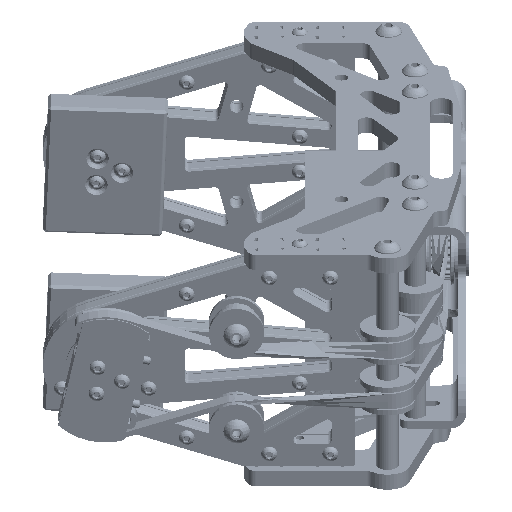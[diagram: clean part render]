
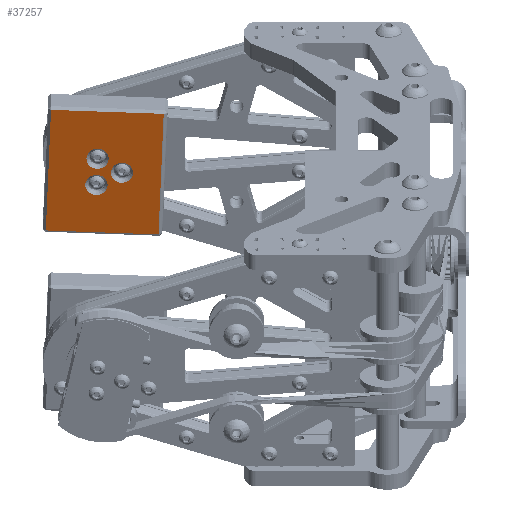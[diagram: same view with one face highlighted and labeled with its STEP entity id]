
A CAD part, left-side view. The second image highlights one B-rep face of the part: STEP entity #37257.
In plain terms, the highlighted face is planar.
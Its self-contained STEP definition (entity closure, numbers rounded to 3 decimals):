
#2033=FACE_BOUND('',#6546,.T.);
#2034=FACE_BOUND('',#6547,.T.);
#2035=FACE_BOUND('',#6548,.T.);
#2662=PLANE('',#40691);
#4112=FACE_OUTER_BOUND('',#6545,.T.);
#6545=EDGE_LOOP('',(#29851,#29852,#29853,#29854));
#6546=EDGE_LOOP('',(#29855));
#6547=EDGE_LOOP('',(#29856));
#6548=EDGE_LOOP('',(#29857));
#9507=LINE('',#60465,#12388);
#9508=LINE('',#60469,#12389);
#9512=LINE('',#60477,#12393);
#9513=LINE('',#60478,#12394);
#12388=VECTOR('',#48762,10.);
#12389=VECTOR('',#48767,10.);
#12393=VECTOR('',#48773,10.);
#12394=VECTOR('',#48774,10.);
#14474=CIRCLE('',#40692,4.);
#14475=CIRCLE('',#40693,4.);
#14476=CIRCLE('',#40694,4.);
#17300=VERTEX_POINT('',#60462);
#17301=VERTEX_POINT('',#60464);
#17302=VERTEX_POINT('',#60468);
#17305=VERTEX_POINT('',#60476);
#17306=VERTEX_POINT('',#60479);
#17307=VERTEX_POINT('',#60481);
#17308=VERTEX_POINT('',#60483);
#21746=EDGE_CURVE('',#17300,#17301,#9507,.T.);
#21748=EDGE_CURVE('',#17301,#17302,#9508,.T.);
#21752=EDGE_CURVE('',#17305,#17300,#9512,.T.);
#21753=EDGE_CURVE('',#17302,#17305,#9513,.T.);
#21754=EDGE_CURVE('',#17306,#17306,#14474,.T.);
#21755=EDGE_CURVE('',#17307,#17307,#14475,.T.);
#21756=EDGE_CURVE('',#17308,#17308,#14476,.T.);
#29851=ORIENTED_EDGE('',*,*,#21746,.F.);
#29852=ORIENTED_EDGE('',*,*,#21752,.F.);
#29853=ORIENTED_EDGE('',*,*,#21753,.F.);
#29854=ORIENTED_EDGE('',*,*,#21748,.F.);
#29855=ORIENTED_EDGE('',*,*,#21754,.F.);
#29856=ORIENTED_EDGE('',*,*,#21755,.F.);
#29857=ORIENTED_EDGE('',*,*,#21756,.F.);
#37257=ADVANCED_FACE('',(#4112,#2033,#2034,#2035),#2662,.F.);
#40691=AXIS2_PLACEMENT_3D('',#60475,#48771,#48772);
#40692=AXIS2_PLACEMENT_3D('',#60480,#48775,#48776);
#40693=AXIS2_PLACEMENT_3D('',#60482,#48777,#48778);
#40694=AXIS2_PLACEMENT_3D('',#60484,#48779,#48780);
#48762=DIRECTION('',(-1.,0.,0.));
#48767=DIRECTION('',(0.,0.,1.));
#48771=DIRECTION('center_axis',(0.,1.,0.));
#48772=DIRECTION('ref_axis',(1.,0.,0.));
#48773=DIRECTION('',(0.,0.,-1.));
#48774=DIRECTION('',(1.,0.,0.));
#48775=DIRECTION('center_axis',(0.,-1.,0.));
#48776=DIRECTION('ref_axis',(1.,0.,0.));
#48777=DIRECTION('center_axis',(0.,-1.,0.));
#48778=DIRECTION('ref_axis',(1.,0.,0.));
#48779=DIRECTION('center_axis',(0.,-1.,0.));
#48780=DIRECTION('ref_axis',(1.,0.,0.));
#60462=CARTESIAN_POINT('',(24.,0.,-20.086));
#60464=CARTESIAN_POINT('',(-24.,0.,-20.086));
#60465=CARTESIAN_POINT('',(6.25,0.,-20.086));
#60468=CARTESIAN_POINT('',(-24.,0.,20.5));
#60469=CARTESIAN_POINT('',(-24.,0.,-10.75));
#60475=CARTESIAN_POINT('Origin',(0.,0.,0.));
#60476=CARTESIAN_POINT('',(24.,0.,20.5));
#60477=CARTESIAN_POINT('',(24.,0.,10.75));
#60478=CARTESIAN_POINT('',(-12.5,0.,20.5));
#60479=CARTESIAN_POINT('',(1.196,0.,3.));
#60480=CARTESIAN_POINT('Origin',(5.196,0.,3.));
#60481=CARTESIAN_POINT('',(-9.196,0.,3.));
#60482=CARTESIAN_POINT('Origin',(-5.196,0.,3.));
#60483=CARTESIAN_POINT('',(-4.,0.,-6.));
#60484=CARTESIAN_POINT('Origin',(0.,0.,-6.));
